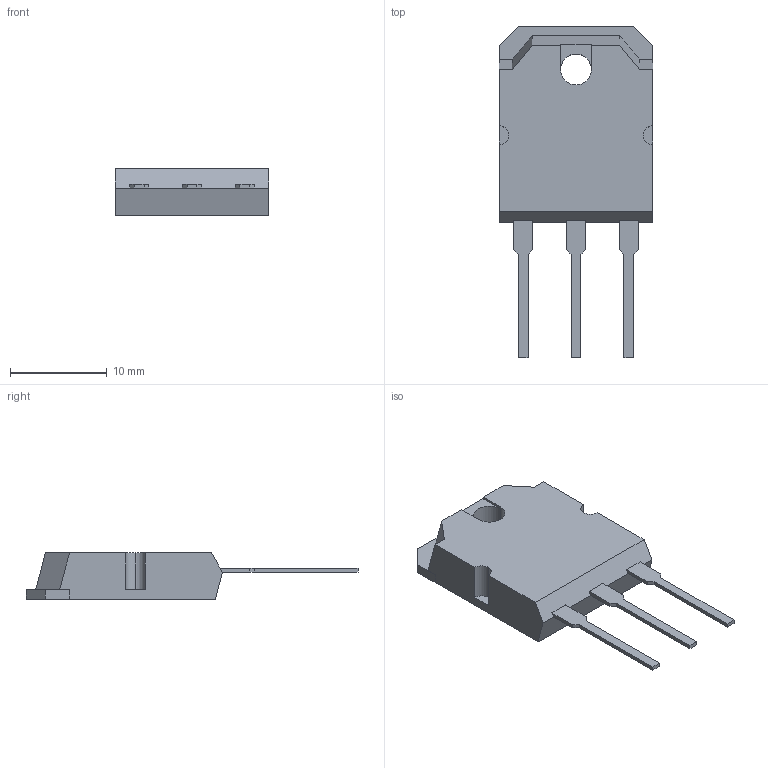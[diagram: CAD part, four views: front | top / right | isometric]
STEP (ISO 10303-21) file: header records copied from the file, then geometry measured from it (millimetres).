
FILE_DESCRIPTION (( 'STEP AP214' ), '1' );
FILE_NAME ('2SD718.STEP', '2024-06-04T14:18:58', ( 'LENOVO' ), ( '' ), 'SwSTEP 2.0', 'SolidWorks 2021', '' );
FILE_SCHEMA (( 'AUTOMOTIVE_DESIGN' ));
Length unit declared in the file: millimetre
Products named in the file (1): 2SD718
Bounding box: 15.9 x 34.3 x 4.8 mm (x, y, z)
Volume: 1342.8 mm3; surface area: 1512.1 mm2
Topology: 5 solids, 5 shells, 71 faces, 184 edges, 122 vertices
Faces by surface type: plane 64, cylinder 7
Entity records: 2214 total; most frequent: CARTESIAN_POINT 378, ORIENTED_EDGE 368, DIRECTION 342, EDGE_CURVE 184, VECTOR 170, LINE 170, VERTEX_POINT 122, AXIS2_PLACEMENT_3D 86
